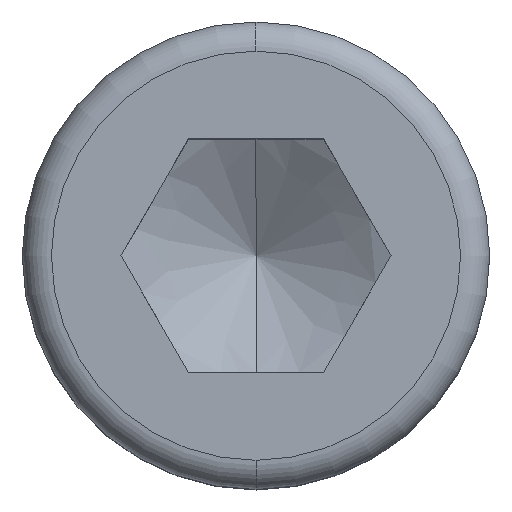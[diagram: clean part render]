
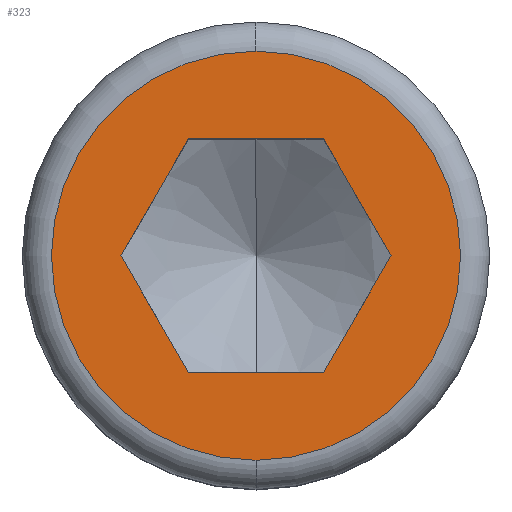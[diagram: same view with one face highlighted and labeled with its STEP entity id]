
A CAD part, top view. The second image highlights one B-rep face of the part: STEP entity #323.
In plain terms, the highlighted planar face has unit normal (0, 0, 1).
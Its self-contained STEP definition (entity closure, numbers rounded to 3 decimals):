
#143=EDGE_CURVE('',#161,#309,#370,.T.);
#161=VERTEX_POINT('',#391);
#165=VERTEX_POINT('',#395);
#191=EDGE_CURVE('',#165,#253,#422,.T.);
#209=EDGE_CURVE('',#279,#265,#443,.T.);
#243=VERTEX_POINT('',#480);
#253=VERTEX_POINT('',#490);
#257=EDGE_CURVE('',#265,#243,#494,.T.);
#265=VERTEX_POINT('',#504);
#269=EDGE_CURVE('',#315,#279,#508,.T.);
#279=VERTEX_POINT('',#518);
#281=EDGE_CURVE('',#253,#165,#520,.T.);
#283=EDGE_CURVE('',#243,#161,#522,.T.);
#307=EDGE_CURVE('',#309,#315,#551,.T.);
#309=VERTEX_POINT('',#553);
#315=VERTEX_POINT('',#560);
#323=ADVANCED_FACE('',(#570,#571),#572,.T.);
#370=LINE('',#615,#616);
#391=CARTESIAN_POINT('',(4.62,0.,10.));
#395=CARTESIAN_POINT('',(0.,-7.,10.));
#422=CIRCLE('',#682,7.0);
#443=LINE('',#707,#708);
#480=CARTESIAN_POINT('',(2.31,4.001,10.));
#490=CARTESIAN_POINT('',(0.,7.,10.));
#494=LINE('',#804,#805);
#504=CARTESIAN_POINT('',(-2.31,4.001,10.));
#508=LINE('',#821,#822);
#518=CARTESIAN_POINT('',(-4.62,0.,10.));
#520=CIRCLE('',#840,7.0);
#522=LINE('',#843,#844);
#551=LINE('',#905,#906);
#553=CARTESIAN_POINT('',(2.31,-4.001,10.));
#560=CARTESIAN_POINT('',(-2.31,-4.001,10.));
#570=FACE_BOUND('',#929,.T.);
#571=FACE_OUTER_BOUND('',#930,.T.);
#572=PLANE('',#931);
#615=CARTESIAN_POINT('',(2.888,-3.001,10.));
#616=VECTOR('',#985,1.0);
#682=AXIS2_PLACEMENT_3D('',#1042,#1043,#1044);
#707=CARTESIAN_POINT('',(-2.888,3.001,10.));
#708=VECTOR('',#1074,1.0);
#804=CARTESIAN_POINT('',(1.155,4.001,10.));
#805=VECTOR('',#1114,1.0);
#821=CARTESIAN_POINT('',(-4.043,-1.,10.));
#822=VECTOR('',#1134,1.0);
#840=AXIS2_PLACEMENT_3D('',#1140,#1141,#1142);
#843=CARTESIAN_POINT('',(4.043,1.,10.));
#844=VECTOR('',#1143,1.0);
#905=CARTESIAN_POINT('',(-1.155,-4.001,10.));
#906=VECTOR('',#1189,1.0);
#929=EDGE_LOOP('',(#1209,#1210,#1211,#1212,#1213,#1214));
#930=EDGE_LOOP('',(#1215,#1216));
#931=AXIS2_PLACEMENT_3D('',#1217,#1218,#1219);
#985=DIRECTION('',(-0.5,-0.866,0.0));
#1042=CARTESIAN_POINT('',(0.,0.,10.));
#1043=DIRECTION('',(0.0,0.0,1.0));
#1044=DIRECTION('',(-1.0,0.0,0.0));
#1074=DIRECTION('',(0.5,0.866,0.0));
#1114=DIRECTION('',(1.0,0.0,0.0));
#1134=DIRECTION('',(-0.5,0.866,0.0));
#1140=CARTESIAN_POINT('',(0.,0.,10.));
#1141=DIRECTION('',(0.0,0.0,1.0));
#1142=DIRECTION('',(-1.0,0.0,0.0));
#1143=DIRECTION('',(0.5,-0.866,0.0));
#1189=DIRECTION('',(-1.0,0.0,0.0));
#1209=ORIENTED_EDGE('',*,*,#269,.T.);
#1210=ORIENTED_EDGE('',*,*,#209,.T.);
#1211=ORIENTED_EDGE('',*,*,#257,.T.);
#1212=ORIENTED_EDGE('',*,*,#283,.T.);
#1213=ORIENTED_EDGE('',*,*,#143,.T.);
#1214=ORIENTED_EDGE('',*,*,#307,.T.);
#1215=ORIENTED_EDGE('',*,*,#191,.T.);
#1216=ORIENTED_EDGE('',*,*,#281,.T.);
#1217=CARTESIAN_POINT('',(0.,-6.31,10.));
#1218=DIRECTION('',(0.0,0.0,1.0));
#1219=DIRECTION('',(0.,-1.0,0.0));
